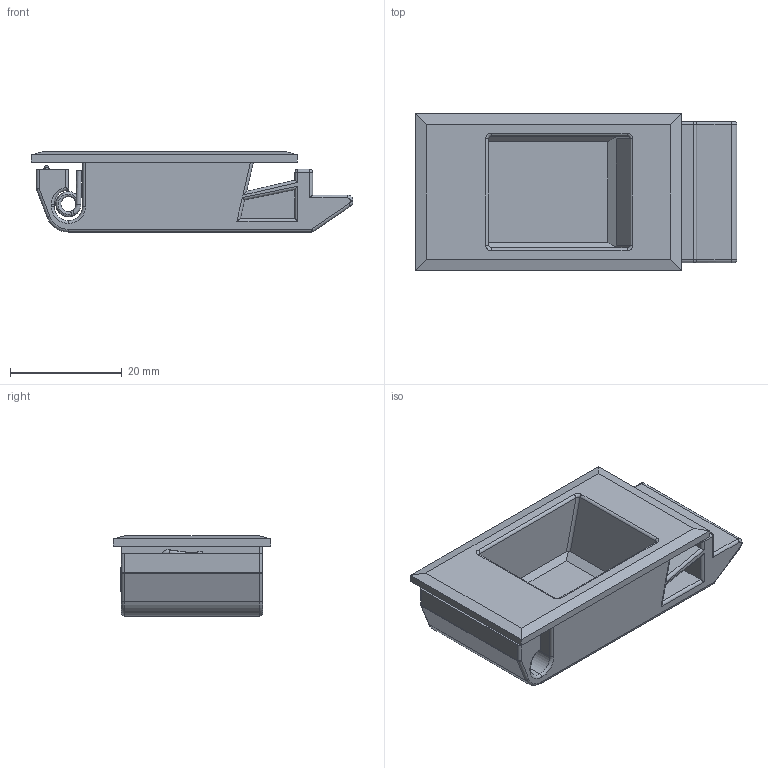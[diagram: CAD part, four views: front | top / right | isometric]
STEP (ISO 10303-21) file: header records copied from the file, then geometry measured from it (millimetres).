
FILE_DESCRIPTION (( 'STEP AP203' ), '1' );
FILE_NAME ('KS01.10.35.STEP', '2020-08-04T14:53:32', ( '' ), ( '' ), 'SwSTEP 2.0', 'SolidWorks 2015', '' );
FILE_SCHEMA (( 'CONFIG_CONTROL_DESIGN' ));
Length unit declared in the file: millimetre
Products named in the file (3): 2507000266-KS01 Yay� Paslanmaz_kapal�; KS01.10.35; 2302050849-KS01.10 Gövde
Assembly tree (2 placements, depth 2):
  KS01.10.35
    2302050849-KS01.10 Gövde
    2507000266-KS01 Yay� Paslanmaz_kapal�
Bounding box: 57.52 x 28.1 x 14.3 mm (x, y, z)
Volume: 9159.6 mm3; surface area: 8347.1 mm2
Topology: 3 solids, 3 shells, 228 faces, 569 edges, 349 vertices
Faces by surface type: plane 91, cylinder 61, bspline 53, torus 15, sphere 8
Entity records: 11745 total; most frequent: CARTESIAN_POINT 6475, ORIENTED_EDGE 1122, DIRECTION 885, EDGE_CURVE 561, VERTEX_POINT 349, LINE 311, VECTOR 311, AXIS2_PLACEMENT_3D 287
